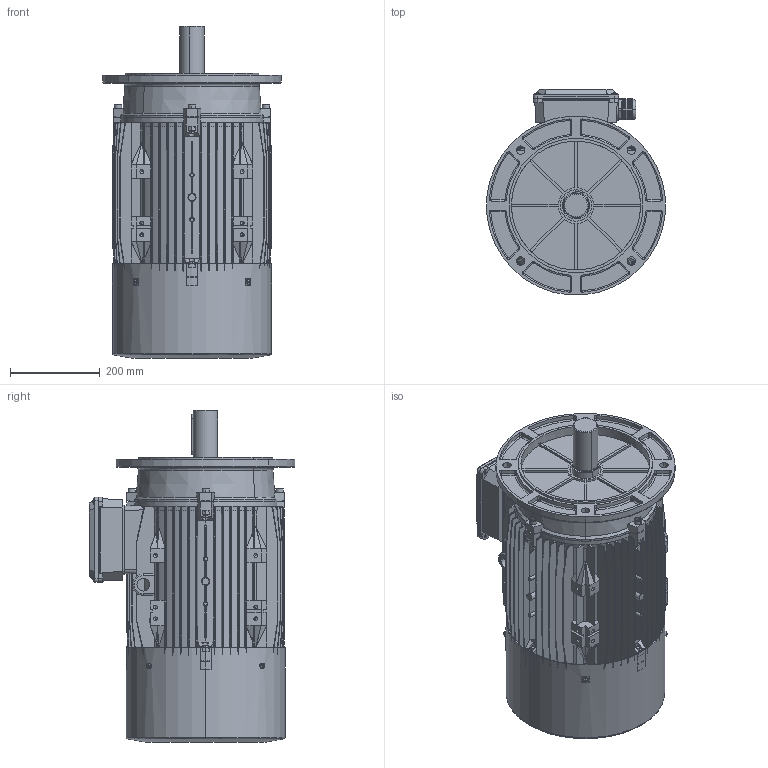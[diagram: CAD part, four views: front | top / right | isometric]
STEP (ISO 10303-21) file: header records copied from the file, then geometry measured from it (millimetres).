
FILE_DESCRIPTION (( 'STEP AP203' ), '1' );
FILE_NAME ('MS200 B5蚾饜芞.STEP', '2015-01-09T06:16:04', ( 'USER' ), ( 'MS' ), 'SwSTEP 2.0', 'SolidWorks 2008', '' );
FILE_SCHEMA (( 'CONFIG_CONTROL_DESIGN' ));
Length unit declared in the file: millimetre
Products named in the file (13): MS200 B5蚾饜芞; MS180-200 新接线盒座_默认; MS180-200 新接线盒盖_默认; 200转轴_默认; MS200B5ｸﾇ_ﾄｬﾈﾏ; 180机壳_默认; 180风叶_默认; 180后盖_默认; 180风罩_默认; 180出线螺杆_默认; Cross recessed thread forming screws GB_GB_CROSS_SCREWS_TYPE138 M6X12-N; Hexagon socket head cap screws GB_GB_FASTENER_SCREWS_HSHCS M10X55-N; Hexagon nuts grade C GB_GB_FASTENER_NUT_SNC1 M10-N
Assembly tree (34 placements, depth 2):
  MS200 B5蚾饜芞
    Cross recessed thread forming screws GB_GB_CROSS_SCREWS_TYPE138 M6X12-N  x8
    Hexagon socket head cap screws GB_GB_FASTENER_SCREWS_HSHCS M10X55-N  x8
    MS200B5ｸﾇ_ﾄｬﾈﾏ
    180后盖_默认
    MS180-200 新接线盒盖_默认
    180出线螺杆_默认  x2
    180风叶_默认
    Hexagon nuts grade C GB_GB_FASTENER_NUT_SNC1 M10-N  x8
    180机壳_默认
    180风罩_默认
    MS180-200 新接线盒座_默认
    200转轴_默认
Bounding box: 398.48 x 459.24 x 741 mm (x, y, z)
Volume: 10170062.7 mm3; surface area: 3447398.8 mm2
Topology: 34 solids, 34 shells, 5259 faces, 14139 edges, 9011 vertices
Faces by surface type: plane 3113, cylinder 915, bspline 484, cone 388, torus 343, sphere 16
Entity records: 169024 total; most frequent: CARTESIAN_POINT 51885, ORIENTED_EDGE 25194, DIRECTION 21659, EDGE_CURVE 12597, VECTOR 8183, LINE 8183, VERTEX_POINT 8066, AXIS2_PLACEMENT_3D 6738
